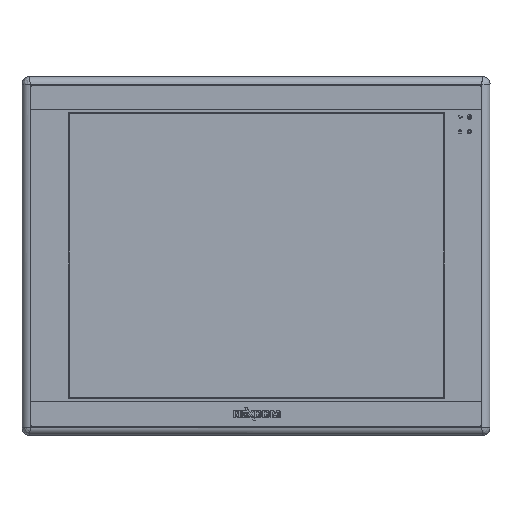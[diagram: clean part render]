
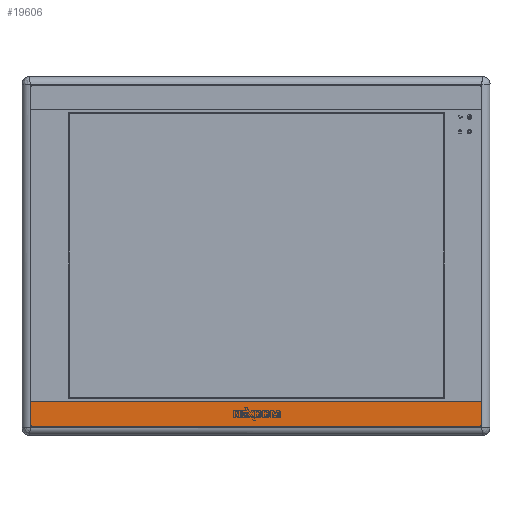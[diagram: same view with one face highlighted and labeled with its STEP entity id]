
A CAD part, top view. The second image highlights one B-rep face of the part: STEP entity #19606.
In plain terms, the highlighted planar face has unit normal (0, 0, 1).
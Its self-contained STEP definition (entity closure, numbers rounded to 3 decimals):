
#503 = VECTOR ( 'NONE', #39671, 1000. ) ;
#1291 = FACE_OUTER_BOUND ( 'NONE', #9173, .T. ) ;
#2045 = VECTOR ( 'NONE', #33032, 1000. ) ;
#3206 = CARTESIAN_POINT ( 'NONE',  ( -152.886, -115.315, 0.205 ) ) ;
#4236 = LINE ( 'NONE', #5761, #11833 ) ;
#4787 = VERTEX_POINT ( 'NONE', #46049 ) ;
#5253 = VERTEX_POINT ( 'NONE', #3206 ) ;
#5761 = CARTESIAN_POINT ( 'NONE',  ( -152.886, -98.352, 0.205 ) ) ;
#5818 = CARTESIAN_POINT ( 'NONE',  ( -152.886, -115.315, 0.205 ) ) ;
#6677 = CARTESIAN_POINT ( 'NONE',  ( 152.76, -115.76, 0.205 ) ) ;
#7761 = CARTESIAN_POINT ( 'NONE',  ( -152.886, -98.352, 0.205 ) ) ;
#9173 = EDGE_LOOP ( 'NONE', ( #29841, #44230, #44017, #41197 ) ) ;
#11833 = VECTOR ( 'NONE', #17106, 1000. ) ;
#13680 = CARTESIAN_POINT ( 'NONE',  ( 152.76, -115.76, 0.205 ) ) ;
#13703 = DIRECTION ( 'NONE',  ( 0., 0., -1. ) ) ;
#13753 = DIRECTION ( 'NONE',  ( 0.001, 1., 0. ) ) ;
#15465 = VECTOR ( 'NONE', #13753, 1000. ) ;
#17106 = DIRECTION ( 'NONE',  ( -1., 0., 0. ) ) ;
#19606 = ADVANCED_FACE ( 'NONE', ( #1291 ), #36246, .F. ) ;
#19972 = EDGE_CURVE ( 'NONE', #4787, #28250, #4236, .T. ) ;
#20519 = LINE ( 'NONE', #5818, #503 ) ;
#25523 = LINE ( 'NONE', #30696, #15465 ) ;
#28250 = VERTEX_POINT ( 'NONE', #7761 ) ;
#29841 = ORIENTED_EDGE ( 'NONE', *, *, #40343, .T. ) ;
#30696 = CARTESIAN_POINT ( 'NONE',  ( 152.786, -98.352, 0.205 ) ) ;
#30884 = LINE ( 'NONE', #6677, #2045 ) ;
#33032 = DIRECTION ( 'NONE',  ( 1., -0.001, 0. ) ) ;
#33256 = AXIS2_PLACEMENT_3D ( 'NONE', #47402, #13703, #40014 ) ;
#35504 = EDGE_CURVE ( 'NONE', #28250, #5253, #20519, .T. ) ;
#36246 = PLANE ( 'NONE',  #33256 ) ;
#39084 = EDGE_CURVE ( 'NONE', #5253, #44611, #30884, .T. ) ;
#39671 = DIRECTION ( 'NONE',  ( 0., -1., 0. ) ) ;
#40014 = DIRECTION ( 'NONE',  ( -1., 0., 0. ) ) ;
#40343 = EDGE_CURVE ( 'NONE', #44611, #4787, #25523, .T. ) ;
#41197 = ORIENTED_EDGE ( 'NONE', *, *, #39084, .T. ) ;
#44017 = ORIENTED_EDGE ( 'NONE', *, *, #35504, .T. ) ;
#44230 = ORIENTED_EDGE ( 'NONE', *, *, #19972, .T. ) ;
#44611 = VERTEX_POINT ( 'NONE', #13680 ) ;
#46049 = CARTESIAN_POINT ( 'NONE',  ( 152.786, -98.352, 0.205 ) ) ;
#47402 = CARTESIAN_POINT ( 'NONE',  ( 0., 0., 0.205 ) ) ;
